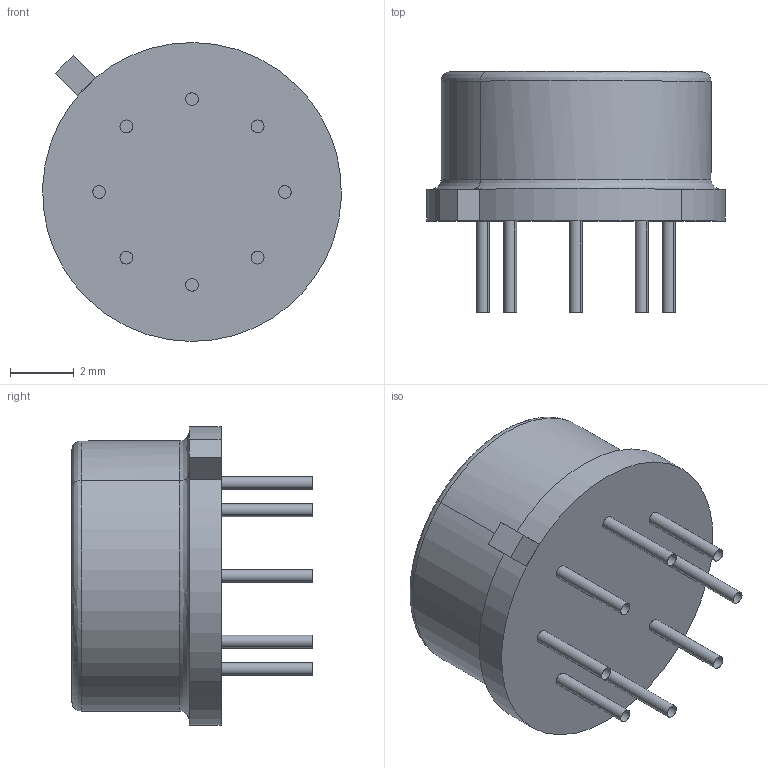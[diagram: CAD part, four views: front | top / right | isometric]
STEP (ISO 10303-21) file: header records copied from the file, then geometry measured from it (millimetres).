
FILE_DESCRIPTION(/* description */ (''),/* implementation_level */ '2;1');
FILE_NAME(/* name */ 'CAN-8Y~1',/* time_stamp */ '2018-03-02T22:54:41+03:00',/* author */ (''),/* organization */ (''),/* preprocessor_version */ 'ST-DEVELOPER v15',/* originating_system */ '',/* authorisation */ '');
FILE_SCHEMA (('AUTOMOTIVE_DESIGN'));
Length unit declared in the file: millimetre
Products named in the file (1): Document
Bounding box: 9.39 x 7.57 x 9.4 mm (x, y, z)
Volume: 70.5 mm3; surface area: 359.7 mm2
Topology: 2 solids, 11 shells, 33 faces, 80 edges, 52 vertices
Faces by surface type: bspline 24, plane 9
Entity records: 1297 total; most frequent: CARTESIAN_POINT 748, ORIENTED_EDGE 126, EDGE_CURVE 80, VERTEX_POINT 52, ADVANCED_FACE 33, FACE_OUTER_BOUND 33, EDGE_LOOP 33, B_SPLINE_CURVE_WITH_KNOTS 16
